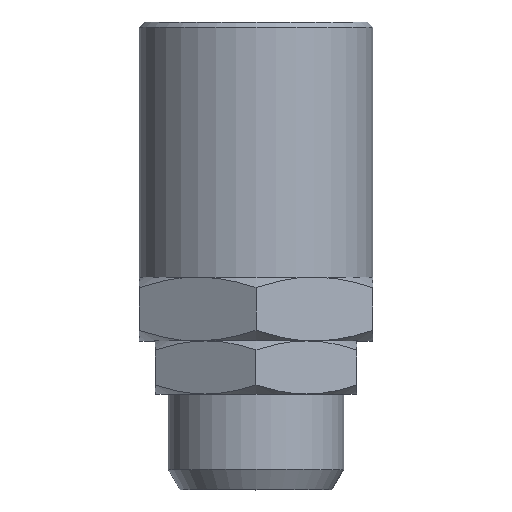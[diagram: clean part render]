
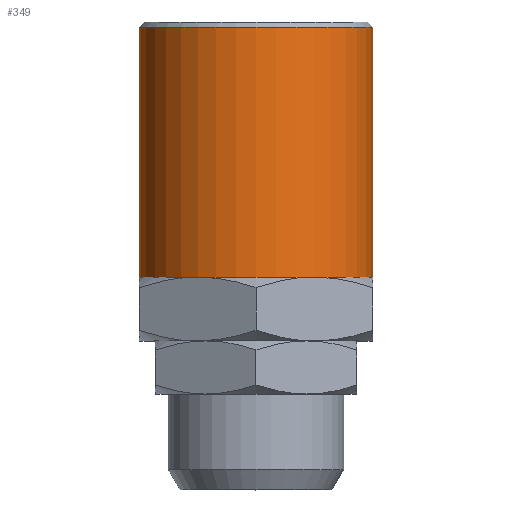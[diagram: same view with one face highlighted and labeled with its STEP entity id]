
A CAD part, top view. The second image highlights one B-rep face of the part: STEP entity #349.
In plain terms, the highlighted cylindrical face has radius 11 mm (diameter 22 mm), a full revolution.
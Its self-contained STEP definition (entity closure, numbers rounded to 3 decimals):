
#1 = DIRECTION ( 'NONE',  ( -0.5, 0., -0.866 ) ) ;
#3 = DIRECTION ( 'NONE',  ( 0., 1., 0. ) ) ;
#5 = CARTESIAN_POINT ( 'NONE',  ( 0., 11., 0. ) ) ;
#14 = DIRECTION ( 'NONE',  ( 0., 1., 0. ) ) ;
#34 = DIRECTION ( 'NONE',  ( 0., 1., 0. ) ) ;
#53 = CARTESIAN_POINT ( 'NONE',  ( 11., 11., 0. ) ) ;
#59 = ORIENTED_EDGE ( 'NONE', *, *, #785, .T. ) ;
#66 = DIRECTION ( 'NONE',  ( -0.5, 0., -0.866 ) ) ;
#68 = DIRECTION ( 'NONE',  ( 0., 1., 0. ) ) ;
#74 = CARTESIAN_POINT ( 'NONE',  ( 0., 11., 0. ) ) ;
#88 = EDGE_LOOP ( 'NONE', ( #1000 ) ) ;
#100 = ORIENTED_EDGE ( 'NONE', *, *, #798, .T. ) ;
#115 = CARTESIAN_POINT ( 'NONE',  ( 0., 34.5, 0. ) ) ;
#265 = VERTEX_POINT ( 'NONE', #53 ) ;
#331 = VERTEX_POINT ( 'NONE', #1522 ) ;
#349 = ADVANCED_FACE ( 'NONE', ( #1260, #1227 ), #857, .T. ) ;
#362 = VERTEX_POINT ( 'NONE', #825 ) ;
#400 = ORIENTED_EDGE ( 'NONE', *, *, #1236, .T. ) ;
#403 = CIRCLE ( 'NONE', #925, 11. ) ;
#413 = CARTESIAN_POINT ( 'NONE',  ( -5.5, 34.5, -9.526 ) ) ;
#479 = EDGE_CURVE ( 'NONE', #1455, #362, #1221, .T. ) ;
#493 = DIRECTION ( 'NONE',  ( -0.5, 0., -0.866 ) ) ;
#602 = EDGE_LOOP ( 'NONE', ( #886, #1072, #400, #100, #59, #1620 ) ) ;
#675 = CIRCLE ( 'NONE', #984, 11. ) ;
#733 = EDGE_CURVE ( 'NONE', #265, #331, #1228, .T. ) ;
#737 = EDGE_CURVE ( 'NONE', #331, #1455, #1004, .T. ) ;
#746 = DIRECTION ( 'NONE',  ( -0.5, 0., -0.866 ) ) ;
#747 = CARTESIAN_POINT ( 'NONE',  ( -5.5, 11., -9.526 ) ) ;
#751 = DIRECTION ( 'NONE',  ( 0., 1., 0. ) ) ;
#774 = CARTESIAN_POINT ( 'NONE',  ( 0., 11., 0. ) ) ;
#776 = EDGE_CURVE ( 'NONE', #1516, #1516, #675, .T. ) ;
#785 = EDGE_CURVE ( 'NONE', #1175, #265, #975, .T. ) ;
#798 = EDGE_CURVE ( 'NONE', #1324, #1175, #966, .T. ) ;
#825 = CARTESIAN_POINT ( 'NONE',  ( -11., 11., 0. ) ) ;
#857 = CYLINDRICAL_SURFACE ( 'NONE', #1244, 11. ) ;
#886 = ORIENTED_EDGE ( 'NONE', *, *, #737, .T. ) ;
#916 = CARTESIAN_POINT ( 'NONE',  ( 0., 11., 0. ) ) ;
#925 = AXIS2_PLACEMENT_3D ( 'NONE', #1158, #14, #1253 ) ;
#966 = CIRCLE ( 'NONE', #981, 11. ) ;
#975 = CIRCLE ( 'NONE', #983, 11. ) ;
#981 = AXIS2_PLACEMENT_3D ( 'NONE', #774, #751, #746 ) ;
#983 = AXIS2_PLACEMENT_3D ( 'NONE', #916, #1048, #1039 ) ;
#984 = AXIS2_PLACEMENT_3D ( 'NONE', #1140, #1124, #1114 ) ;
#995 = AXIS2_PLACEMENT_3D ( 'NONE', #5, #3, #1 ) ;
#1000 = ORIENTED_EDGE ( 'NONE', *, *, #776, .F. ) ;
#1004 = CIRCLE ( 'NONE', #995, 11. ) ;
#1036 = CARTESIAN_POINT ( 'NONE',  ( -5.5, 11., 9.526 ) ) ;
#1039 = DIRECTION ( 'NONE',  ( -0.5, 0., -0.866 ) ) ;
#1048 = DIRECTION ( 'NONE',  ( 0., 1., 0. ) ) ;
#1072 = ORIENTED_EDGE ( 'NONE', *, *, #479, .T. ) ;
#1114 = DIRECTION ( 'NONE',  ( -0.5, 0., -0.866 ) ) ;
#1120 = AXIS2_PLACEMENT_3D ( 'NONE', #74, #68, #66 ) ;
#1124 = DIRECTION ( 'NONE',  ( 0., 1., 0. ) ) ;
#1140 = CARTESIAN_POINT ( 'NONE',  ( 0., 34.5, 0. ) ) ;
#1158 = CARTESIAN_POINT ( 'NONE',  ( 0., 11., 0. ) ) ;
#1175 = VERTEX_POINT ( 'NONE', #1286 ) ;
#1221 = CIRCLE ( 'NONE', #1250, 11. ) ;
#1227 = FACE_OUTER_BOUND ( 'NONE', #88, .T. ) ;
#1228 = CIRCLE ( 'NONE', #1120, 11. ) ;
#1236 = EDGE_CURVE ( 'NONE', #362, #1324, #403, .T. ) ;
#1244 = AXIS2_PLACEMENT_3D ( 'NONE', #115, #1428, #1326 ) ;
#1250 = AXIS2_PLACEMENT_3D ( 'NONE', #1412, #34, #493 ) ;
#1253 = DIRECTION ( 'NONE',  ( -0.5, 0., -0.866 ) ) ;
#1260 = FACE_OUTER_BOUND ( 'NONE', #602, .T. ) ;
#1286 = CARTESIAN_POINT ( 'NONE',  ( 5.5, 11., 9.526 ) ) ;
#1324 = VERTEX_POINT ( 'NONE', #1036 ) ;
#1326 = DIRECTION ( 'NONE',  ( 0., 0., -1. ) ) ;
#1412 = CARTESIAN_POINT ( 'NONE',  ( 0., 11., 0. ) ) ;
#1428 = DIRECTION ( 'NONE',  ( 0., -1., 0. ) ) ;
#1455 = VERTEX_POINT ( 'NONE', #747 ) ;
#1516 = VERTEX_POINT ( 'NONE', #413 ) ;
#1522 = CARTESIAN_POINT ( 'NONE',  ( 5.5, 11., -9.526 ) ) ;
#1620 = ORIENTED_EDGE ( 'NONE', *, *, #733, .T. ) ;
